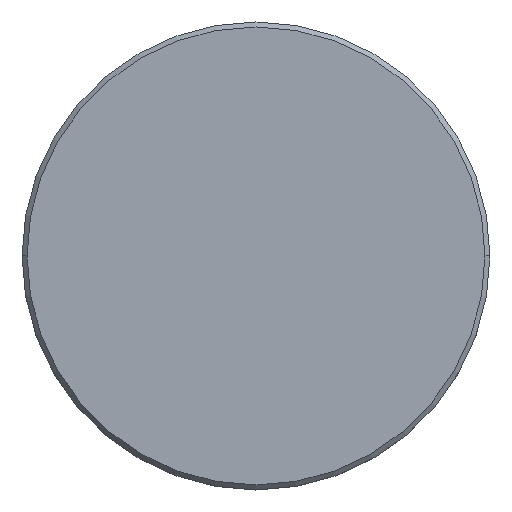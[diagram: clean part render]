
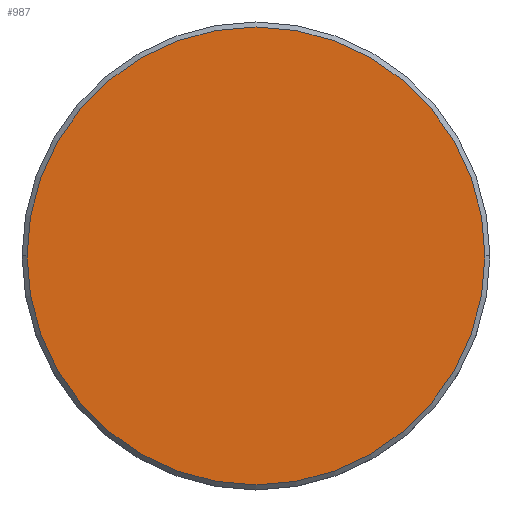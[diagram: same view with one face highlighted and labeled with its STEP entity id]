
A CAD part, top view. The second image highlights one B-rep face of the part: STEP entity #987.
In plain terms, the highlighted planar face has unit normal (0, 0, 1).
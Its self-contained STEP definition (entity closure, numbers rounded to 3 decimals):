
#86 = CARTESIAN_POINT ( 'NONE',  ( 0., 0., 0. ) ) ;
#138 = CARTESIAN_POINT ( 'NONE',  ( 0., 0., 0. ) ) ;
#188 = AXIS2_PLACEMENT_3D ( 'NONE', #86, #813, #947 ) ;
#263 = CIRCLE ( 'NONE', #324, 23. ) ;
#304 = CIRCLE ( 'NONE', #188, 23. ) ;
#322 = AXIS2_PLACEMENT_3D ( 'NONE', #138, #1129, #755 ) ;
#324 = AXIS2_PLACEMENT_3D ( 'NONE', #494, #1019, #858 ) ;
#377 = ORIENTED_EDGE ( 'NONE', *, *, #1058, .T. ) ;
#494 = CARTESIAN_POINT ( 'NONE',  ( 0., 0., 0. ) ) ;
#524 = VERTEX_POINT ( 'NONE', #1055 ) ;
#665 = VERTEX_POINT ( 'NONE', #709 ) ;
#709 = CARTESIAN_POINT ( 'NONE',  ( 23., 0., 0. ) ) ;
#755 = DIRECTION ( 'NONE',  ( 1., 0., 0. ) ) ;
#760 = FACE_OUTER_BOUND ( 'NONE', #899, .T. ) ;
#813 = DIRECTION ( 'NONE',  ( 0., 0., 1. ) ) ;
#858 = DIRECTION ( 'NONE',  ( 1., 0., 0. ) ) ;
#899 = EDGE_LOOP ( 'NONE', ( #377, #1137 ) ) ;
#928 = EDGE_CURVE ( 'NONE', #665, #524, #304, .T. ) ;
#942 = PLANE ( 'NONE',  #322 ) ;
#947 = DIRECTION ( 'NONE',  ( 1., 0., 0. ) ) ;
#987 = ADVANCED_FACE ( 'NONE', ( #760 ), #942, .T. ) ;
#1019 = DIRECTION ( 'NONE',  ( 0., 0., 1. ) ) ;
#1055 = CARTESIAN_POINT ( 'NONE',  ( -23., 0., 0. ) ) ;
#1058 = EDGE_CURVE ( 'NONE', #524, #665, #263, .T. ) ;
#1129 = DIRECTION ( 'NONE',  ( 0., 0., 1. ) ) ;
#1137 = ORIENTED_EDGE ( 'NONE', *, *, #928, .T. ) ;
